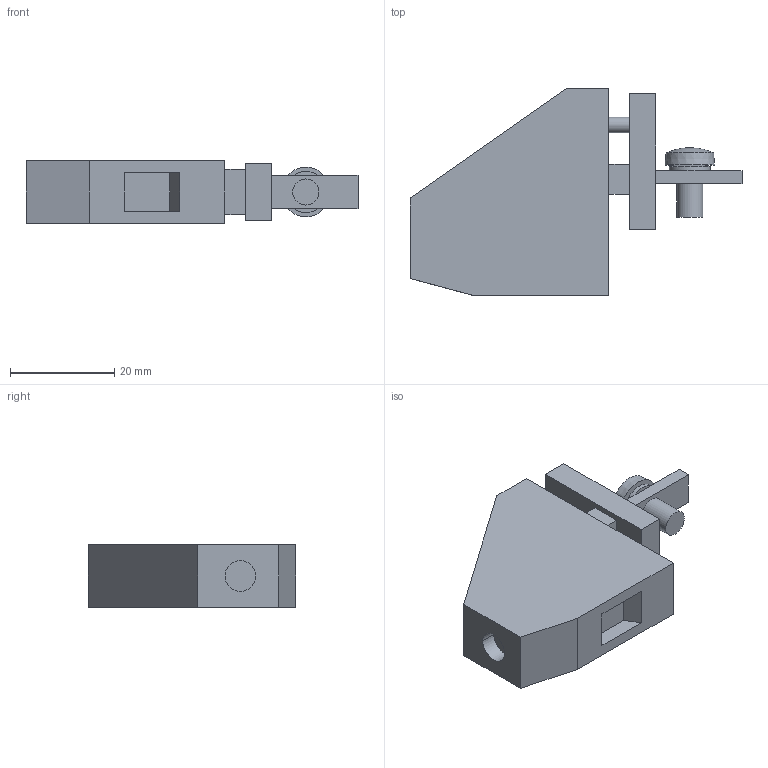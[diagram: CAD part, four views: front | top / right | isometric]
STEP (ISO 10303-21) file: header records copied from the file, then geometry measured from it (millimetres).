
FILE_DESCRIPTION(('SolidDesigner STEP Export'),'2;1');
FILE_NAME('0709783-hdfkv16-vp.stp','2008-10-22T13:34:05',(''),(''),'OneSpace Designer STEP processor for AP214 (Solid Model)','OneSpace Designer 14.50 18-Oct-2006 (C) CoCreate Software GmbH','');
FILE_SCHEMA(('AUTOMOTIVE_DESIGN { 1 0 10303 214 1 1 1 1 }'));
Length unit declared in the file: millimetre
Products named in the file (2): 0709783-hdfkv16-vp
Assembly tree (1 placements, depth 2):
  0709783-hdfkv16-vp
    0709783-hdfkv16-vp
Bounding box: 63.64 x 39.7 x 12 mm (x, y, z)
Volume: 16130.6 mm3; surface area: 5740.9 mm2
Topology: 1 solids, 1 shells, 48 faces, 112 edges, 71 vertices
Faces by surface type: plane 34, cylinder 8, cone 4, sphere 2
Entity records: 1651 total; most frequent: ORIENTED_EDGE 220, CARTESIAN_POINT 205, DIRECTION 188, EDGE_CURVE 110, VECTOR 80, LINE 80, VERTEX_POINT 71, EDGE_LOOP 57
